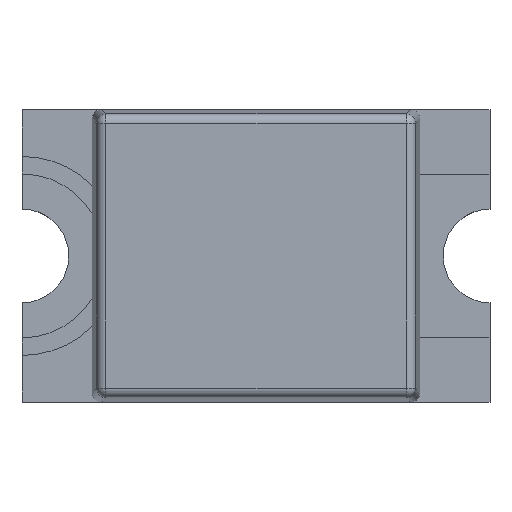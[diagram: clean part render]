
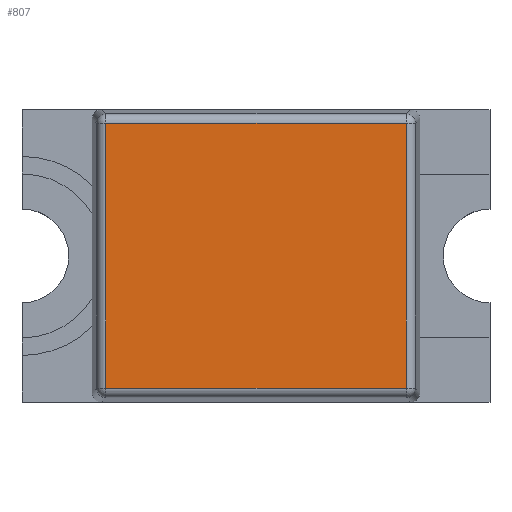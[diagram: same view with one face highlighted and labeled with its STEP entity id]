
A CAD part, top view. The second image highlights one B-rep face of the part: STEP entity #807.
In plain terms, the highlighted planar face has unit normal (0, 0, 1).
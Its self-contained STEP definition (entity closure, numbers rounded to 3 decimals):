
#696=VERTEX_POINT('',#697);
#697=CARTESIAN_POINT('',(-0.641,-0.566,0.4));
#770=VERTEX_POINT('',#771);
#771=CARTESIAN_POINT('',(0.641,-0.566,0.4));
#797=EDGE_CURVE('',#770,#696,#798,.T.);
#798=LINE('',#799,#800);
#799=CARTESIAN_POINT('',(0.679,-0.566,0.4));
#800=VECTOR('',#801,1.0);
#801=DIRECTION('',(-1.0,0.,0.0));
#807=ADVANCED_FACE('',(#808),#833,.T.);
#808=FACE_BOUND('',#809,.T.);
#809=EDGE_LOOP('',(#810,#818,#826,#832));
#810=ORIENTED_EDGE('',*,*,#811,.T.);
#811=EDGE_CURVE('',#770,#812,#814,.F.);
#812=VERTEX_POINT('',#813);
#813=CARTESIAN_POINT('',(0.641,0.566,0.4));
#814=LINE('',#815,#816);
#815=CARTESIAN_POINT('',(0.641,0.604,0.4));
#816=VECTOR('',#817,1.0);
#817=DIRECTION('',(0.,-1.0,0.0));
#818=ORIENTED_EDGE('',*,*,#819,.T.);
#819=EDGE_CURVE('',#812,#820,#822,.F.);
#820=VERTEX_POINT('',#821);
#821=CARTESIAN_POINT('',(-0.641,0.566,0.4));
#822=LINE('',#823,#824);
#823=CARTESIAN_POINT('',(-0.679,0.566,0.4));
#824=VECTOR('',#825,1.0);
#825=DIRECTION('',(1.0,0.,0.0));
#826=ORIENTED_EDGE('',*,*,#827,.T.);
#827=EDGE_CURVE('',#820,#696,#828,.F.);
#828=LINE('',#829,#830);
#829=CARTESIAN_POINT('',(-0.641,-0.604,0.4));
#830=VECTOR('',#831,1.0);
#831=DIRECTION('',(0.0,1.0,0.0));
#832=ORIENTED_EDGE('',*,*,#797,.F.);
#833=PLANE('',#834);
#834=AXIS2_PLACEMENT_3D('',#835,#836,#837);
#835=CARTESIAN_POINT('',(-0.7,-0.625,0.4));
#836=DIRECTION('',(0.0,0.0,1.0));
#837=DIRECTION('',(1.0,0.0,0.0));
